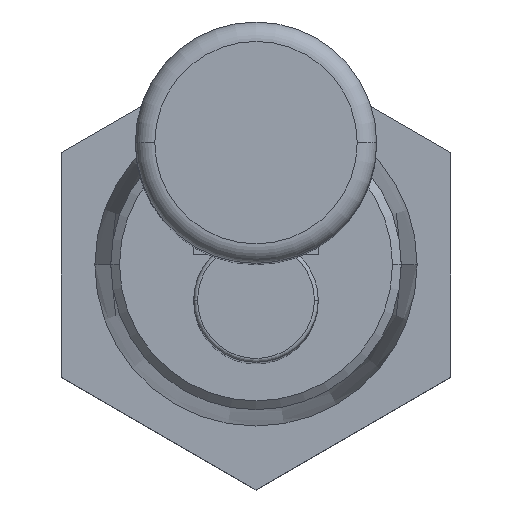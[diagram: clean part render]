
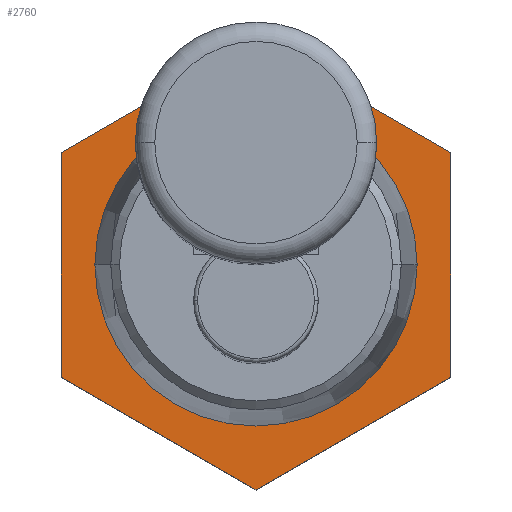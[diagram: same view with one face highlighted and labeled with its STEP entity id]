
A CAD part, top view. The second image highlights one B-rep face of the part: STEP entity #2760.
In plain terms, the highlighted planar face has unit normal (0, 0, 1).
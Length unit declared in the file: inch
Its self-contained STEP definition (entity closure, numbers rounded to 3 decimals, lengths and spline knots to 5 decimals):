
#34 = AXIS2_PLACEMENT_3D ( 'NONE', #281, #1910, #522 ) ;
#117 = DIRECTION ( 'NONE',  ( -0.866, 0.5, 0. ) ) ;
#133 = CARTESIAN_POINT ( 'NONE',  ( 0., 0.57735, 0. ) ) ;
#181 = ORIENTED_EDGE ( 'NONE', *, *, #634, .T. ) ;
#281 = CARTESIAN_POINT ( 'NONE',  ( 0., 0., 0. ) ) ;
#312 = DIRECTION ( 'NONE',  ( 0., 0., 1. ) ) ;
#363 = CARTESIAN_POINT ( 'NONE',  ( -0.5, -0.28868, 0. ) ) ;
#365 = LINE ( 'NONE', #2127, #2852 ) ;
#433 = LINE ( 'NONE', #1178, #1787 ) ;
#487 = CARTESIAN_POINT ( 'NONE',  ( 0.5, -0.28868, 0. ) ) ;
#522 = DIRECTION ( 'NONE',  ( 1., 0., 0. ) ) ;
#530 = EDGE_CURVE ( 'NONE', #2063, #2426, #880, .T. ) ;
#541 = CARTESIAN_POINT ( 'NONE',  ( -0.5, 0.28868, 0. ) ) ;
#595 = LINE ( 'NONE', #487, #1343 ) ;
#596 = DIRECTION ( 'NONE',  ( 0.866, -0.5, 0. ) ) ;
#634 = EDGE_CURVE ( 'NONE', #2341, #930, #1504, .T. ) ;
#654 = VERTEX_POINT ( 'NONE', #1324 ) ;
#711 = CARTESIAN_POINT ( 'NONE',  ( 0., 0., 0. ) ) ;
#767 = ORIENTED_EDGE ( 'NONE', *, *, #1636, .T. ) ;
#787 = EDGE_CURVE ( 'NONE', #1505, #2720, #2270, .T. ) ;
#880 = CIRCLE ( 'NONE', #1558, 0.41 ) ;
#929 = DIRECTION ( 'NONE',  ( 1., 0., 0. ) ) ;
#930 = VERTEX_POINT ( 'NONE', #2333 ) ;
#946 = VECTOR ( 'NONE', #1532, 39.37008 ) ;
#968 = ORIENTED_EDGE ( 'NONE', *, *, #974, .T. ) ;
#969 = EDGE_LOOP ( 'NONE', ( #1809, #1614 ) ) ;
#974 = EDGE_CURVE ( 'NONE', #930, #654, #365, .T. ) ;
#992 = EDGE_CURVE ( 'NONE', #2720, #2341, #433, .T. ) ;
#1006 = CARTESIAN_POINT ( 'NONE',  ( 0., 0., 0. ) ) ;
#1121 = VERTEX_POINT ( 'NONE', #2647 ) ;
#1151 = CIRCLE ( 'NONE', #34, 0.41 ) ;
#1178 = CARTESIAN_POINT ( 'NONE',  ( -0.5, 0.28868, 0. ) ) ;
#1324 = CARTESIAN_POINT ( 'NONE',  ( 0.5, -0.28868, 0. ) ) ;
#1343 = VECTOR ( 'NONE', #1655, 39.37008 ) ;
#1456 = DIRECTION ( 'NONE',  ( 0.866, 0.5, 0. ) ) ;
#1497 = FACE_OUTER_BOUND ( 'NONE', #2545, .T. ) ;
#1504 = LINE ( 'NONE', #363, #1637 ) ;
#1505 = VERTEX_POINT ( 'NONE', #2861 ) ;
#1522 = CARTESIAN_POINT ( 'NONE',  ( 0.5, 0.28868, 0. ) ) ;
#1532 = DIRECTION ( 'NONE',  ( -0.866, -0.5, 0. ) ) ;
#1558 = AXIS2_PLACEMENT_3D ( 'NONE', #711, #2313, #929 ) ;
#1571 = ORIENTED_EDGE ( 'NONE', *, *, #787, .T. ) ;
#1614 = ORIENTED_EDGE ( 'NONE', *, *, #1887, .T. ) ;
#1621 = LINE ( 'NONE', #1522, #2622 ) ;
#1636 = EDGE_CURVE ( 'NONE', #1121, #1505, #1621, .T. ) ;
#1637 = VECTOR ( 'NONE', #596, 39.37008 ) ;
#1655 = DIRECTION ( 'NONE',  ( 0., 1., 0. ) ) ;
#1742 = AXIS2_PLACEMENT_3D ( 'NONE', #1006, #312, #1933 ) ;
#1787 = VECTOR ( 'NONE', #2776, 39.37008 ) ;
#1798 = EDGE_CURVE ( 'NONE', #654, #1121, #595, .T. ) ;
#1809 = ORIENTED_EDGE ( 'NONE', *, *, #530, .T. ) ;
#1887 = EDGE_CURVE ( 'NONE', #2426, #2063, #1151, .T. ) ;
#1903 = CARTESIAN_POINT ( 'NONE',  ( -0.5, -0.28868, 0. ) ) ;
#1910 = DIRECTION ( 'NONE',  ( 0., 0., -1. ) ) ;
#1933 = DIRECTION ( 'NONE',  ( 1., 0., 0. ) ) ;
#1952 = CARTESIAN_POINT ( 'NONE',  ( 0.41, 0., 0. ) ) ;
#2063 = VERTEX_POINT ( 'NONE', #1952 ) ;
#2127 = CARTESIAN_POINT ( 'NONE',  ( 0., -0.57735, 0. ) ) ;
#2270 = LINE ( 'NONE', #133, #946 ) ;
#2313 = DIRECTION ( 'NONE',  ( 0., 0., -1. ) ) ;
#2333 = CARTESIAN_POINT ( 'NONE',  ( 0., -0.57735, 0. ) ) ;
#2341 = VERTEX_POINT ( 'NONE', #1903 ) ;
#2426 = VERTEX_POINT ( 'NONE', #2940 ) ;
#2545 = EDGE_LOOP ( 'NONE', ( #968, #2804, #767, #1571, #2740, #181 ) ) ;
#2618 = PLANE ( 'NONE',  #1742 ) ;
#2622 = VECTOR ( 'NONE', #117, 39.37008 ) ;
#2647 = CARTESIAN_POINT ( 'NONE',  ( 0.5, 0.28868, 0. ) ) ;
#2720 = VERTEX_POINT ( 'NONE', #541 ) ;
#2740 = ORIENTED_EDGE ( 'NONE', *, *, #992, .T. ) ;
#2760 = ADVANCED_FACE ( 'NONE', ( #2934, #1497 ), #2618, .T. ) ;
#2776 = DIRECTION ( 'NONE',  ( 0., -1., 0. ) ) ;
#2804 = ORIENTED_EDGE ( 'NONE', *, *, #1798, .T. ) ;
#2852 = VECTOR ( 'NONE', #1456, 39.37008 ) ;
#2861 = CARTESIAN_POINT ( 'NONE',  ( 0., 0.57735, 0. ) ) ;
#2934 = FACE_BOUND ( 'NONE', #969, .T. ) ;
#2940 = CARTESIAN_POINT ( 'NONE',  ( -0.41, 0., 0. ) ) ;
